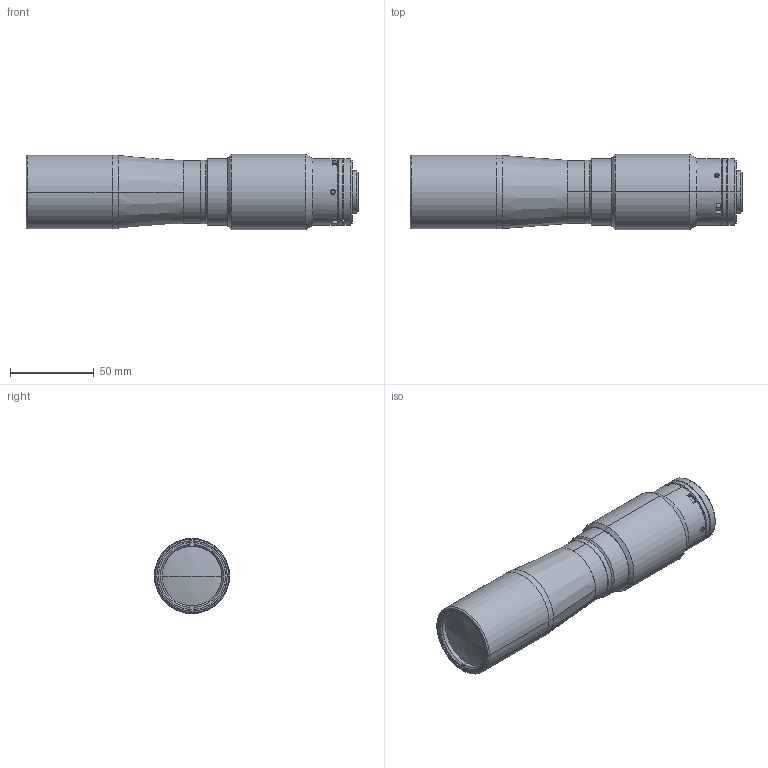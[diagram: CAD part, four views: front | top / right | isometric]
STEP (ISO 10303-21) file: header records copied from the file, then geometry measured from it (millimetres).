
FILE_DESCRIPTION (( 'STEP AP203' ), '1' );
FILE_NAME ('DP71423_TC4MHR024-C.step', '2021-10-05T08:15:56', ( '' ), ( '' ), 'SwSTEP 2.0', 'SolidWorks 2021', '' );
FILE_SCHEMA (( 'CONFIG_CONTROL_DESIGN' ));
Length unit declared in the file: millimetre
Products named in the file (1): DP71423_TC4MHR024-C
Bounding box: 198.28 x 45 x 45 mm (x, y, z)
Surface area: 36288.9 mm2 (no closed solid volume)
Topology: 0 solids, 14 shells, 122 faces, 328 edges, 220 vertices
Faces by surface type: plane 50, cylinder 32, cone 28, torus 10, sphere 2
Entity records: 4025 total; most frequent: CARTESIAN_POINT 833, DIRECTION 713, ORIENTED_EDGE 548, EDGE_CURVE 328, AXIS2_PLACEMENT_3D 284, VERTEX_POINT 220, CIRCLE 161, LINE 145
